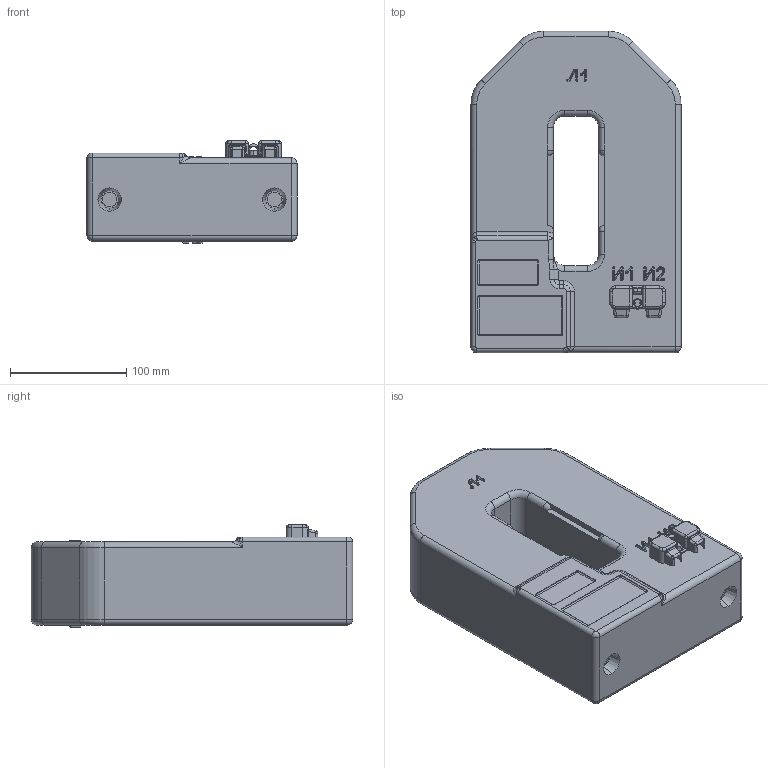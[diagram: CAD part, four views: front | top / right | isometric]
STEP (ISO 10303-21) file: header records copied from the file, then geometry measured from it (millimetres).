
FILE_DESCRIPTION (( 'STEP AP203' ), '1' );
FILE_NAME ('ﾒﾘﾋ-0,66 (1500-3000) ﾀ.STEP', '2018-05-16T09:41:25', ( '' ), ( '' ), 'SwSTEP 2.0', 'SolidWorks 2010', '' );
FILE_SCHEMA (( 'CONFIG_CONTROL_DESIGN' ));
Length unit declared in the file: millimetre
Products named in the file (1): ﾒﾘﾋ-0,66 (1500-3000) ﾀ
Bounding box: 181 x 277 x 88 mm (x, y, z)
Surface area: 170935.4 mm2 (no closed solid volume)
Topology: 0 solids, 5 shells, 367 faces, 1040 edges, 645 vertices
Faces by surface type: plane 108, cylinder 95, bspline 68, cone 45, sphere 26, torus 25
Entity records: 14602 total; most frequent: CARTESIAN_POINT 5784, ORIENTED_EDGE 1827, DIRECTION 1750, EDGE_CURVE 1014, AXIS2_PLACEMENT_3D 648, VERTEX_POINT 645, LINE 454, VECTOR 454
